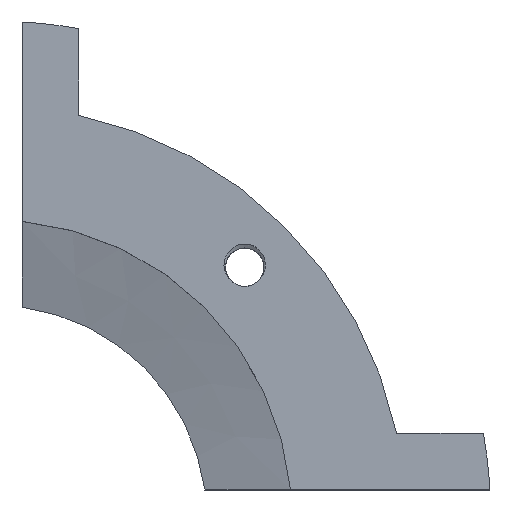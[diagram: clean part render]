
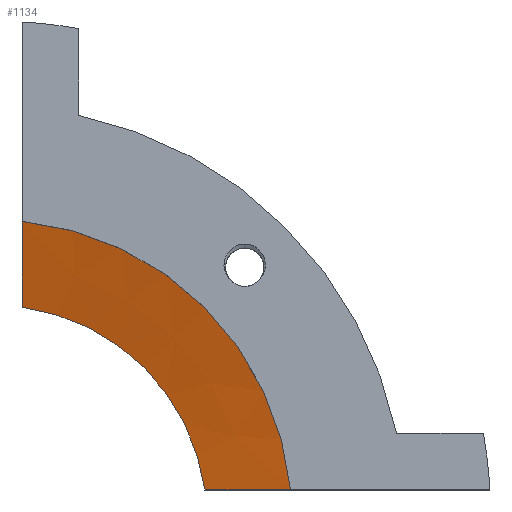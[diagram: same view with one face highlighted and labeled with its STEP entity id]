
A CAD part, top view. The second image highlights one B-rep face of the part: STEP entity #1134.
In plain terms, the highlighted conical face has half-angle 75.069 degrees and reference radius 45 mm.
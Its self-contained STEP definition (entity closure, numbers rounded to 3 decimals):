
#15=CONICAL_SURFACE('',#1222,45.,1.31);
#16=(
BOUNDED_CURVE()
B_SPLINE_CURVE(2,(#4880,#4881,#4882),.UNSPECIFIED.,.F.,.F.)
B_SPLINE_CURVE_WITH_KNOTS((3,3),(0.,1.562),.UNSPECIFIED.)
CURVE()
GEOMETRIC_REPRESENTATION_ITEM()
RATIONAL_B_SPLINE_CURVE((1.,1.014,1.))
REPRESENTATION_ITEM('')
);
#17=(
BOUNDED_CURVE()
B_SPLINE_CURVE(2,(#4888,#4889,#4890),.UNSPECIFIED.,.F.,.F.)
B_SPLINE_CURVE_WITH_KNOTS((3,3),(0.,1.562),.UNSPECIFIED.)
CURVE()
GEOMETRIC_REPRESENTATION_ITEM()
RATIONAL_B_SPLINE_CURVE((1.,1.014,1.))
REPRESENTATION_ITEM('')
);
#92=FACE_OUTER_BOUND('',#157,.T.);
#157=EDGE_LOOP('',(#1011,#1012,#1013,#1014));
#176=CIRCLE('',#1219,52.5);
#178=CIRCLE('',#1223,37.5);
#500=VERTEX_POINT('',#4877);
#501=VERTEX_POINT('',#4879);
#502=VERTEX_POINT('',#4885);
#503=VERTEX_POINT('',#4887);
#670=EDGE_CURVE('',#501,#500,#16,.T.);
#673=EDGE_CURVE('',#503,#502,#17,.T.);
#676=EDGE_CURVE('',#502,#501,#176,.T.);
#678=EDGE_CURVE('',#503,#500,#178,.T.);
#1011=ORIENTED_EDGE('',*,*,#670,.T.);
#1012=ORIENTED_EDGE('',*,*,#678,.F.);
#1013=ORIENTED_EDGE('',*,*,#673,.T.);
#1014=ORIENTED_EDGE('',*,*,#676,.T.);
#1134=ADVANCED_FACE('',(#92),#15,.F.);
#1219=AXIS2_PLACEMENT_3D('',#4895,#1422,#1423);
#1222=AXIS2_PLACEMENT_3D('',#4898,#1428,#1429);
#1223=AXIS2_PLACEMENT_3D('',#4899,#1430,#1431);
#1422=DIRECTION('center_axis',(0.,0.,1.));
#1423=DIRECTION('ref_axis',(1.,0.,0.));
#1428=DIRECTION('center_axis',(0.,0.,1.));
#1429=DIRECTION('ref_axis',(0.,-1.,0.));
#1430=DIRECTION('center_axis',(0.,0.,1.));
#1431=DIRECTION('ref_axis',(1.,0.,0.));
#4877=CARTESIAN_POINT('',(5.,37.165,0.));
#4879=CARTESIAN_POINT('',(5.,52.261,4.));
#4880=CARTESIAN_POINT('Ctrl Pts',(5.,52.261,4.));
#4881=CARTESIAN_POINT('Ctrl Pts',(5.,43.455,1.662));
#4882=CARTESIAN_POINT('Ctrl Pts',(5.,37.165,0.));
#4885=CARTESIAN_POINT('',(52.261,5.,4.));
#4887=CARTESIAN_POINT('',(37.165,5.,0.));
#4888=CARTESIAN_POINT('Ctrl Pts',(37.165,5.,0.));
#4889=CARTESIAN_POINT('Ctrl Pts',(43.455,5.,1.662));
#4890=CARTESIAN_POINT('Ctrl Pts',(52.261,5.,4.));
#4895=CARTESIAN_POINT('Origin',(0.,0.,4.));
#4898=CARTESIAN_POINT('Origin',(0.,0.,2.));
#4899=CARTESIAN_POINT('Origin',(0.,0.,0.));
